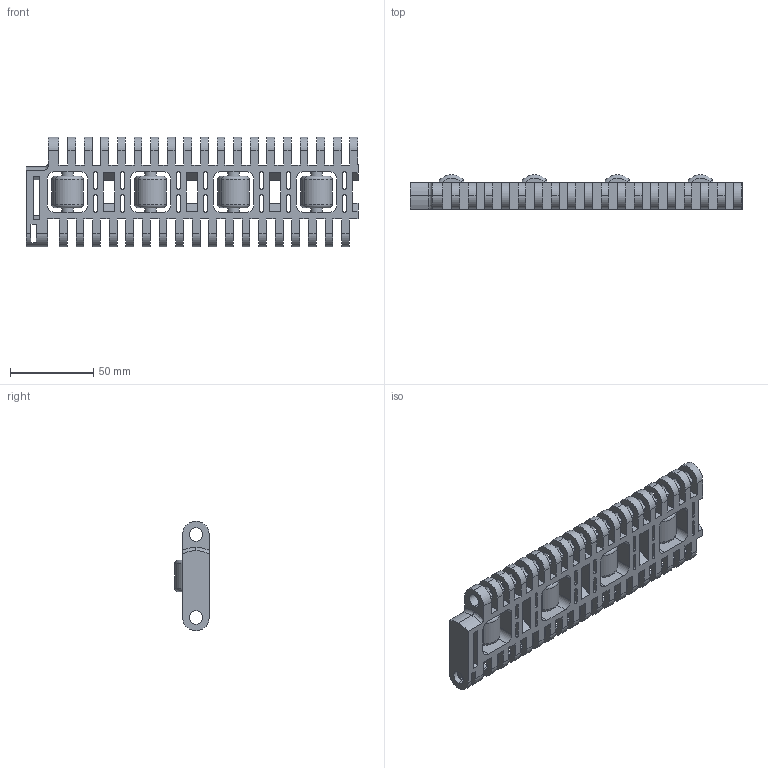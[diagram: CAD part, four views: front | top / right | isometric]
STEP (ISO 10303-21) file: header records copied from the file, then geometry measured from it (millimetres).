
FILE_DESCRIPTION (( 'STEP AP203' ), '1' );
FILE_NAME ('D50 90º.STEP', '2025-06-05T09:39:03', ( '' ), ( '' ), 'SwSTEP 2.0', 'SolidWorks 2024', '' );
FILE_SCHEMA (( 'CONFIG_CONTROL_DESIGN' ));
Length unit declared in the file: millimetre
Products named in the file (1): D50 90º
Bounding box: 200 x 20.69 x 66 mm (x, y, z)
Volume: 109867.9 mm3; surface area: 62858.5 mm2
Topology: 5 solids, 5 shells, 461 faces, 1318 edges, 873 vertices
Faces by surface type: cylinder 233, plane 210, torus 18
Entity records: 15624 total; most frequent: CARTESIAN_POINT 2743, DIRECTION 2737, ORIENTED_EDGE 2636, EDGE_CURVE 1318, AXIS2_PLACEMENT_3D 963, VERTEX_POINT 873, VECTOR 811, LINE 811
